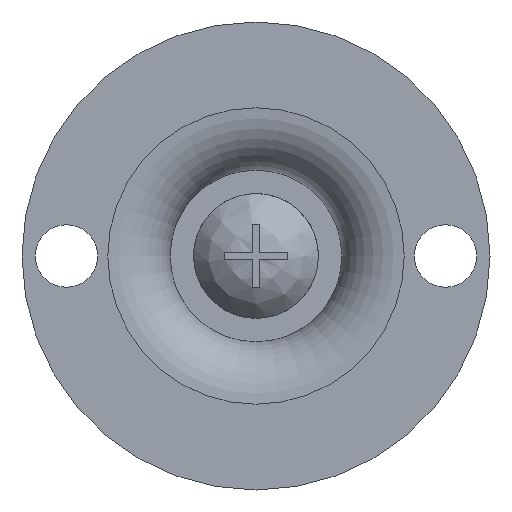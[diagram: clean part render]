
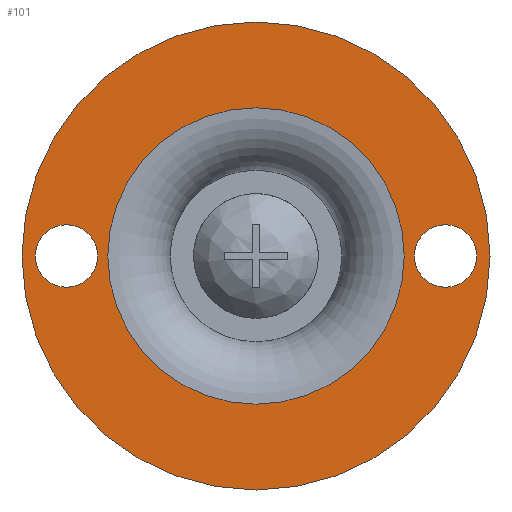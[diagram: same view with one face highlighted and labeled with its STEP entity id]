
A CAD part, front view. The second image highlights one B-rep face of the part: STEP entity #101.
In plain terms, the highlighted planar face has unit normal (0, -1, 0).
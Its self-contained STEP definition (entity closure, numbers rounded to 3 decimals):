
#101 = ADVANCED_FACE( '', ( #233, #234, #235, #236 ), #237, .F. );
#233 = FACE_BOUND( '', #400, .T. );
#234 = FACE_BOUND( '', #401, .T. );
#235 = FACE_OUTER_BOUND( '', #402, .T. );
#236 = FACE_BOUND( '', #403, .T. );
#237 = PLANE( '', #404 );
#400 = EDGE_LOOP( '', ( #663 ) );
#401 = EDGE_LOOP( '', ( #664 ) );
#402 = EDGE_LOOP( '', ( #665 ) );
#403 = EDGE_LOOP( '', ( #666 ) );
#404 = AXIS2_PLACEMENT_3D( '', #667, #668, #669 );
#663 = ORIENTED_EDGE( '', *, *, #960, .F. );
#664 = ORIENTED_EDGE( '', *, *, #944, .F. );
#665 = ORIENTED_EDGE( '', *, *, #951, .T. );
#666 = ORIENTED_EDGE( '', *, *, #983, .T. );
#667 = CARTESIAN_POINT( '', ( 15., 0., 0. ) );
#668 = DIRECTION( '', ( 0., 1., 0. ) );
#669 = DIRECTION( '', ( 0., 0., 1. ) );
#944 = EDGE_CURVE( '', #1104, #1104, #1105, .F. );
#951 = EDGE_CURVE( '', #1116, #1116, #1117, .T. );
#960 = EDGE_CURVE( '', #1132, #1132, #1133, .T. );
#983 = EDGE_CURVE( '', #1169, #1169, #1170, .T. );
#1104 = VERTEX_POINT( '', #1351 );
#1105 = CIRCLE( '', #1352, 2. );
#1116 = VERTEX_POINT( '', #1375 );
#1117 = CIRCLE( '', #1376, 15. );
#1132 = VERTEX_POINT( '', #1405 );
#1133 = CIRCLE( '', #1406, 9.5 );
#1169 = VERTEX_POINT( '', #1490 );
#1170 = CIRCLE( '', #1491, 2. );
#1351 = CARTESIAN_POINT( '', ( 12.15, 0., 2. ) );
#1352 = AXIS2_PLACEMENT_3D( '', #1686, #1687, #1688 );
#1375 = CARTESIAN_POINT( '', ( 0., 0., -15. ) );
#1376 = AXIS2_PLACEMENT_3D( '', #1692, #1693, #1694 );
#1405 = CARTESIAN_POINT( '', ( 0., 0., -9.5 ) );
#1406 = AXIS2_PLACEMENT_3D( '', #1697, #1698, #1699 );
#1490 = CARTESIAN_POINT( '', ( -10.15, 0., 0. ) );
#1491 = AXIS2_PLACEMENT_3D( '', #1710, #1711, #1712 );
#1686 = CARTESIAN_POINT( '', ( 12.15, 0., 0. ) );
#1687 = DIRECTION( '', ( 0., 1., 0. ) );
#1688 = DIRECTION( '', ( 0., 0., 1. ) );
#1692 = CARTESIAN_POINT( '', ( 0., 0., 0. ) );
#1693 = DIRECTION( '', ( 0., -1., 0. ) );
#1694 = DIRECTION( '', ( 0., 0., -1. ) );
#1697 = CARTESIAN_POINT( '', ( 0., 0., 0. ) );
#1698 = DIRECTION( '', ( 0., -1., 0. ) );
#1699 = DIRECTION( '', ( 0., 0., -1. ) );
#1710 = CARTESIAN_POINT( '', ( -12.15, 0., 0. ) );
#1711 = DIRECTION( '', ( 0., 1., 0. ) );
#1712 = DIRECTION( '', ( 1., 0., 0. ) );
